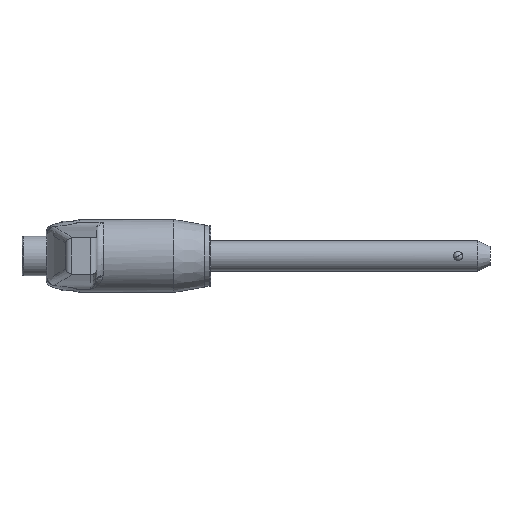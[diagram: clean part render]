
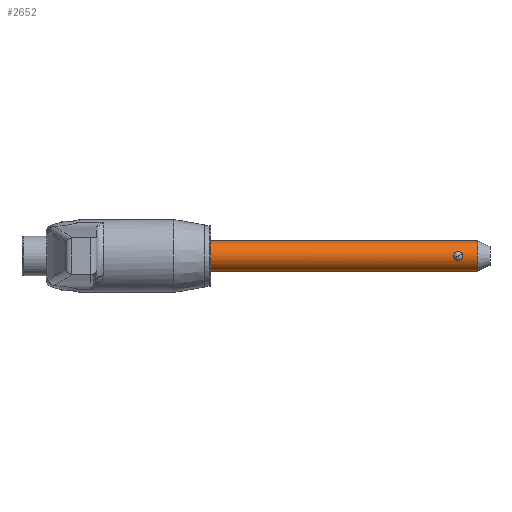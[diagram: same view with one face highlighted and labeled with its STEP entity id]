
A CAD part, left-side view. The second image highlights one B-rep face of the part: STEP entity #2652.
In plain terms, the highlighted cylindrical face has radius 2.5 mm (diameter 5 mm), a partial arc.
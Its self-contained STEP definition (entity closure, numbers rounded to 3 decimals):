
#80 = CARTESIAN_POINT ( 'NONE',  ( 0., 9., -2.5 ) ) ;
#378 = CARTESIAN_POINT ( 'NONE',  ( 0., 9., 0. ) ) ;
#439 = EDGE_CURVE ( 'NONE', #2124, #1502, #2010, .T. ) ;
#473 = VERTEX_POINT ( 'NONE', #782 ) ;
#657 = LINE ( 'NONE', #2330, #999 ) ;
#718 = CIRCLE ( 'NONE', #1622, 2.5 ) ;
#727 = AXIS2_PLACEMENT_3D ( 'NONE', #1803, #2515, #2491 ) ;
#730 = DIRECTION ( 'NONE',  ( 0., 1., 0. ) ) ;
#767 = VERTEX_POINT ( 'NONE', #2851 ) ;
#777 = CYLINDRICAL_SURFACE ( 'NONE', #2454, 2.5 ) ;
#782 = CARTESIAN_POINT ( 'NONE',  ( 0., 53., 2.5 ) ) ;
#801 = VECTOR ( 'NONE', #3958, 1000. ) ;
#853 = VERTEX_POINT ( 'NONE', #1547 ) ;
#987 = CARTESIAN_POINT ( 'NONE',  ( -2.473, 50.419, 0.392 ) ) ;
#999 = VECTOR ( 'NONE', #4004, 1000. ) ;
#1036 = CARTESIAN_POINT ( 'NONE',  ( -2.385, 49.65, -0.75 ) ) ;
#1062 = CARTESIAN_POINT ( 'NONE',  ( -2.413, 49.371, -0.655 ) ) ;
#1095 = ORIENTED_EDGE ( 'NONE', *, *, #2087, .T. ) ;
#1160 = CARTESIAN_POINT ( 'NONE',  ( -2.458, 49.151, -0.461 ) ) ;
#1236 = CARTESIAN_POINT ( 'NONE',  ( -2.458, 50.349, -0.461 ) ) ;
#1253 = EDGE_CURVE ( 'NONE', #767, #853, #1362, .T. ) ;
#1258 = CARTESIAN_POINT ( 'NONE',  ( -2.413, 50.143, -0.668 ) ) ;
#1266 = ORIENTED_EDGE ( 'NONE', *, *, #3820, .F. ) ;
#1279 = CARTESIAN_POINT ( 'NONE',  ( -2.5, 50.5, 0.198 ) ) ;
#1307 = CARTESIAN_POINT ( 'NONE',  ( -2.385, 49.75, 0.75 ) ) ;
#1362 = LINE ( 'NONE', #80, #801 ) ;
#1373 = CARTESIAN_POINT ( 'NONE',  ( -2.385, 49.75, -0.75 ) ) ;
#1407 = ORIENTED_EDGE ( 'NONE', *, *, #1253, .F. ) ;
#1479 = DIRECTION ( 'NONE',  ( 0., 0., 1. ) ) ;
#1502 = VERTEX_POINT ( 'NONE', #2812 ) ;
#1528 = EDGE_LOOP ( 'NONE', ( #2481, #1266 ) ) ;
#1547 = CARTESIAN_POINT ( 'NONE',  ( 0., 53., -2.5 ) ) ;
#1566 = CIRCLE ( 'NONE', #727, 2.5 ) ;
#1619 = CARTESIAN_POINT ( 'NONE',  ( -2.391, 49.947, 0.73 ) ) ;
#1622 = AXIS2_PLACEMENT_3D ( 'NONE', #378, #730, #2001 ) ;
#1765 = CARTESIAN_POINT ( 'NONE',  ( -2.385, 49.652, 0.75 ) ) ;
#1791 = CARTESIAN_POINT ( 'NONE',  ( -2.5, 49., -0.099 ) ) ;
#1803 = CARTESIAN_POINT ( 'NONE',  ( 0., 53., 0. ) ) ;
#1983 = VERTEX_POINT ( 'NONE', #3609 ) ;
#2001 = DIRECTION ( 'NONE',  ( 0., 0., 1. ) ) ;
#2010 = B_SPLINE_CURVE_WITH_KNOTS ( 'NONE', 3,
 ( #1373, #1036, #3051, #1062, #2387, #1160, #3448, #2787, #1791, #3421, #2740, #2480, #2504, #3140, #3490, #2126, #1765, #3119 ),
 .UNSPECIFIED., .F., .F.,
 ( 4, 2, 2, 2, 2, 2, 2, 2, 4 ),
 ( 0., 0., 0.001, 0.001, 0.001, 0.001, 0.002, 0.002, 0.002 ),
 .UNSPECIFIED. ) ;
#2087 = EDGE_CURVE ( 'NONE', #767, #1983, #718, .T. ) ;
#2124 = VERTEX_POINT ( 'NONE', #3954 ) ;
#2126 = CARTESIAN_POINT ( 'NONE',  ( -2.391, 49.553, 0.73 ) ) ;
#2303 = CARTESIAN_POINT ( 'NONE',  ( -2.413, 50.128, 0.655 ) ) ;
#2330 = CARTESIAN_POINT ( 'NONE',  ( 0., 9., 2.5 ) ) ;
#2382 = FACE_OUTER_BOUND ( 'NONE', #3447, .T. ) ;
#2387 = CARTESIAN_POINT ( 'NONE',  ( -2.428, 49.288, -0.599 ) ) ;
#2454 = AXIS2_PLACEMENT_3D ( 'NONE', #4066, #2782, #1479 ) ;
#2480 = CARTESIAN_POINT ( 'NONE',  ( -2.473, 49.095, 0.379 ) ) ;
#2481 = ORIENTED_EDGE ( 'NONE', *, *, #439, .F. ) ;
#2491 = DIRECTION ( 'NONE',  ( 0., 0., 1. ) ) ;
#2504 = CARTESIAN_POINT ( 'NONE',  ( -2.458, 49.151, 0.461 ) ) ;
#2515 = DIRECTION ( 'NONE',  ( 0., -1., 0. ) ) ;
#2562 = CARTESIAN_POINT ( 'NONE',  ( -2.385, 49.949, -0.75 ) ) ;
#2652 = ADVANCED_FACE ( 'NONE', ( #2382, #3742 ), #777, .T. ) ;
#2740 = CARTESIAN_POINT ( 'NONE',  ( -2.494, 49.02, 0.197 ) ) ;
#2782 = DIRECTION ( 'NONE',  ( 0., 1., 0. ) ) ;
#2787 = CARTESIAN_POINT ( 'NONE',  ( -2.494, 49.02, -0.198 ) ) ;
#2812 = CARTESIAN_POINT ( 'NONE',  ( -2.385, 49.75, 0.75 ) ) ;
#2851 = CARTESIAN_POINT ( 'NONE',  ( 0., 9., -2.5 ) ) ;
#2893 = CARTESIAN_POINT ( 'NONE',  ( -2.385, 49.848, 0.75 ) ) ;
#2968 = ORIENTED_EDGE ( 'NONE', *, *, #3607, .T. ) ;
#2989 = B_SPLINE_CURVE_WITH_KNOTS ( 'NONE', 3,
 ( #1307, #2893, #1619, #2303, #3563, #987, #1279, #3938, #3580, #3606, #1236, #1258, #2562, #3914 ),
 .UNSPECIFIED., .F., .F.,
 ( 4, 2, 2, 2, 2, 2, 4 ),
 ( 0.002, 0.003, 0.003, 0.004, 0.004, 0.004, 0.005 ),
 .UNSPECIFIED. ) ;
#3051 = CARTESIAN_POINT ( 'NONE',  ( -2.391, 49.552, -0.73 ) ) ;
#3119 = CARTESIAN_POINT ( 'NONE',  ( -2.385, 49.75, 0.75 ) ) ;
#3140 = CARTESIAN_POINT ( 'NONE',  ( -2.428, 49.289, 0.6 ) ) ;
#3397 = ORIENTED_EDGE ( 'NONE', *, *, #3430, .T. ) ;
#3421 = CARTESIAN_POINT ( 'NONE',  ( -2.5, 49., 0.098 ) ) ;
#3430 = EDGE_CURVE ( 'NONE', #1983, #473, #657, .T. ) ;
#3447 = EDGE_LOOP ( 'NONE', ( #1407, #1095, #3397, #2968 ) ) ;
#3448 = CARTESIAN_POINT ( 'NONE',  ( -2.473, 49.095, -0.378 ) ) ;
#3490 = CARTESIAN_POINT ( 'NONE',  ( -2.413, 49.372, 0.655 ) ) ;
#3563 = CARTESIAN_POINT ( 'NONE',  ( -2.428, 50.211, 0.6 ) ) ;
#3580 = CARTESIAN_POINT ( 'NONE',  ( -2.494, 50.48, -0.198 ) ) ;
#3606 = CARTESIAN_POINT ( 'NONE',  ( -2.473, 50.405, -0.378 ) ) ;
#3607 = EDGE_CURVE ( 'NONE', #473, #853, #1566, .T. ) ;
#3609 = CARTESIAN_POINT ( 'NONE',  ( 0., 9., 2.5 ) ) ;
#3742 = FACE_BOUND ( 'NONE', #1528, .T. ) ;
#3820 = EDGE_CURVE ( 'NONE', #1502, #2124, #2989, .T. ) ;
#3914 = CARTESIAN_POINT ( 'NONE',  ( -2.385, 49.75, -0.75 ) ) ;
#3938 = CARTESIAN_POINT ( 'NONE',  ( -2.5, 50.5, -0.099 ) ) ;
#3954 = CARTESIAN_POINT ( 'NONE',  ( -2.385, 49.75, -0.75 ) ) ;
#3958 = DIRECTION ( 'NONE',  ( 0., 1., 0. ) ) ;
#4004 = DIRECTION ( 'NONE',  ( 0., 1., 0. ) ) ;
#4066 = CARTESIAN_POINT ( 'NONE',  ( 0., 9., 0. ) ) ;
